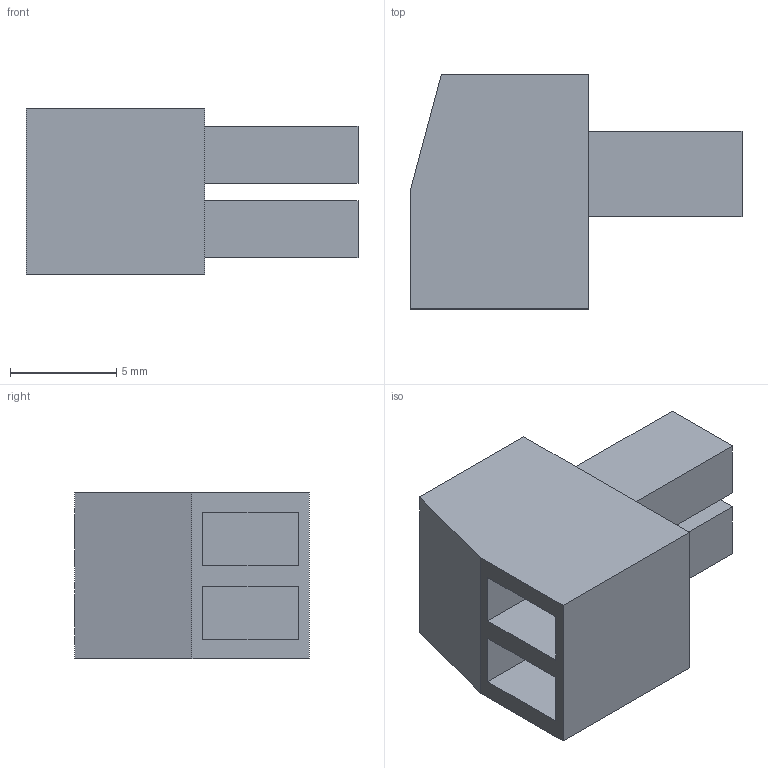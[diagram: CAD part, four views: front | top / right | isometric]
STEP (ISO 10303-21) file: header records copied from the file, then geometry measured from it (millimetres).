
FILE_DESCRIPTION(/* description */ (''),/* implementation_level */ '2;1');
FILE_NAME(/* name */ 'Degson_3.5_2_15EDGK.step',/* time_stamp */ '2021-09-14T17:29:38-03:00',/* author */ (''),/* organization */ (''),/* preprocessor_version */ 'ST-DEVELOPER v18.1',/* originating_system */ 'Autodesk Translation Framework v10.10.0.1391',/* authorisation */ '');
FILE_SCHEMA (('AUTOMOTIVE_DESIGN { 1 0 10303 214 3 1 1 }'));
Length unit declared in the file: millimetre
Products named in the file (1): Degson_3.5_2_15EDGK
Bounding box: 15.6 x 11 x 7.8 mm (x, y, z)
Volume: 707.1 mm3; surface area: 926.2 mm2
Topology: 3 solids, 3 shells, 41 faces, 81 edges, 54 vertices
Faces by surface type: plane 35, cylinder 6
Full cylindrical faces by diameter (mm): 2 x2, 2.8 x4
Entity records: 1092 total; most frequent: DIRECTION 177, CARTESIAN_POINT 177, ORIENTED_EDGE 162, EDGE_CURVE 81, LINE 69, VECTOR 69, VERTEX_POINT 54, AXIS2_PLACEMENT_3D 54
